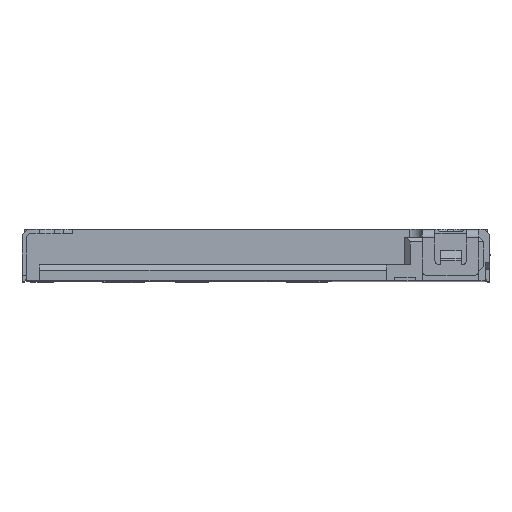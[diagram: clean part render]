
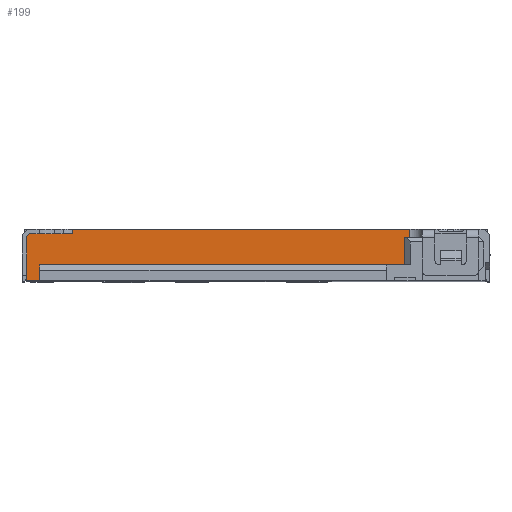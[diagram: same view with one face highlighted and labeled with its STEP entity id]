
A CAD part, top view. The second image highlights one B-rep face of the part: STEP entity #199.
In plain terms, the highlighted planar face has unit normal (0, 0, 1).
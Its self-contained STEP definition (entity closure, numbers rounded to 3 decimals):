
#199=ADVANCED_FACE('NONE',(#884),#885,.F.);
#884=FACE_OUTER_BOUND('',#1945,.T.);
#885=PLANE('',#1946);
#1945=EDGE_LOOP('',(#4079,#4080,#4081,#4082,#4083,#4084,#4085,#4086,#4087,#4088,#4089,#4090,#4091,#4092,#4093,#4094,#4095));
#1946=AXIS2_PLACEMENT_3D('',#4096,#4097,#4098);
#4079=ORIENTED_EDGE('',*,*,#7831,.F.);
#4080=ORIENTED_EDGE('',*,*,#7832,.F.);
#4081=ORIENTED_EDGE('',*,*,#7833,.F.);
#4082=ORIENTED_EDGE('',*,*,#7343,.T.);
#4083=ORIENTED_EDGE('',*,*,#7830,.F.);
#4084=ORIENTED_EDGE('',*,*,#7834,.F.);
#4085=ORIENTED_EDGE('',*,*,#7835,.F.);
#4086=ORIENTED_EDGE('',*,*,#7836,.F.);
#4087=ORIENTED_EDGE('',*,*,#7837,.F.);
#4088=ORIENTED_EDGE('',*,*,#7838,.F.);
#4089=ORIENTED_EDGE('',*,*,#7839,.F.);
#4090=ORIENTED_EDGE('',*,*,#7840,.F.);
#4091=ORIENTED_EDGE('',*,*,#7841,.F.);
#4092=ORIENTED_EDGE('',*,*,#7842,.T.);
#4093=ORIENTED_EDGE('',*,*,#7843,.T.);
#4094=ORIENTED_EDGE('',*,*,#7844,.F.);
#4095=ORIENTED_EDGE('',*,*,#7845,.F.);
#4096=CARTESIAN_POINT('',(-4.52,1.25,11.05));
#4097=DIRECTION('',(0.0,0.0,-1.0));
#4098=DIRECTION('',(0.0,-1.0,0.0));
#7343=EDGE_CURVE('NONE',#8957,#8955,#8958,.T.);
#7830=EDGE_CURVE('NONE',#9781,#8955,#9783,.T.);
#7831=EDGE_CURVE('NONE',#9784,#9785,#9786,.T.);
#7832=EDGE_CURVE('NONE',#9787,#9784,#9788,.T.);
#7833=EDGE_CURVE('NONE',#8957,#9787,#9789,.T.);
#7834=EDGE_CURVE('NONE',#9747,#9781,#9790,.T.);
#7835=EDGE_CURVE('NONE',#9791,#9747,#9792,.T.);
#7836=EDGE_CURVE('NONE',#9793,#9791,#9794,.T.);
#7837=EDGE_CURVE('NONE',#9795,#9793,#9796,.T.);
#7838=EDGE_CURVE('NONE',#9797,#9795,#9798,.T.);
#7839=EDGE_CURVE('NONE',#9799,#9797,#9800,.T.);
#7840=EDGE_CURVE('NONE',#9801,#9799,#9802,.T.);
#7841=EDGE_CURVE('NONE',#9803,#9801,#9804,.T.);
#7842=EDGE_CURVE('NONE',#9803,#9805,#9806,.T.);
#7843=EDGE_CURVE('NONE',#9805,#9807,#9808,.T.);
#7844=EDGE_CURVE('NONE',#9809,#9807,#9810,.T.);
#7845=EDGE_CURVE('NONE',#9785,#9809,#9811,.T.);
#8955=VERTEX_POINT('NONE',#11556);
#8957=VERTEX_POINT('NONE',#11558);
#8958=LINE('',#11559,#11560);
#9747=VERTEX_POINT('NONE',#12739);
#9781=VERTEX_POINT('NONE',#12788);
#9783=LINE('',#12790,#12791);
#9784=VERTEX_POINT('NONE',#12792);
#9785=VERTEX_POINT('NONE',#12793);
#9786=LINE('',#12794,#12795);
#9787=VERTEX_POINT('NONE',#12796);
#9788=LINE('',#12797,#12798);
#9789=LINE('',#12799,#12800);
#9790=LINE('',#12801,#12802);
#9791=VERTEX_POINT('NONE',#12803);
#9792=LINE('',#12804,#12805);
#9793=VERTEX_POINT('NONE',#12806);
#9794=LINE('',#12807,#12808);
#9795=VERTEX_POINT('NONE',#12809);
#9796=LINE('',#12810,#12811);
#9797=VERTEX_POINT('NONE',#12812);
#9798=LINE('',#12813,#12814);
#9799=VERTEX_POINT('NONE',#12815);
#9800=LINE('',#12816,#12817);
#9801=VERTEX_POINT('NONE',#12818);
#9802=LINE('',#12819,#12820);
#9803=VERTEX_POINT('NONE',#12821);
#9804=LINE('',#12822,#12823);
#9805=VERTEX_POINT('NONE',#12824);
#9806=LINE('',#12825,#12826);
#9807=VERTEX_POINT('NONE',#12827);
#9808=LINE('',#12828,#12829);
#9809=VERTEX_POINT('NONE',#12830);
#9810=LINE('',#12831,#12832);
#9811=LINE('',#12833,#12834);
#11556=CARTESIAN_POINT('',(-3.42,1.25,11.05));
#11558=CARTESIAN_POINT('',(4.67,1.25,11.05));
#11559=CARTESIAN_POINT('',(-4.52,1.25,11.05));
#11560=VECTOR('',#15300,1000.0);
#12739=CARTESIAN_POINT('',(-4.32,1.15,11.05));
#12788=CARTESIAN_POINT('',(-3.42,1.15,11.05));
#12790=CARTESIAN_POINT('',(-3.42,1.2,11.05));
#12791=VECTOR('',#15949,1000.0);
#12792=CARTESIAN_POINT('',(4.55,1.05,11.05));
#12793=CARTESIAN_POINT('',(4.55,0.4,11.05));
#12794=CARTESIAN_POINT('',(4.55,0.635,11.05));
#12795=VECTOR('',#15950,1000.0);
#12796=CARTESIAN_POINT('',(4.67,1.05,11.05));
#12797=CARTESIAN_POINT('',(0.075,1.05,11.05));
#12798=VECTOR('',#15951,1000.0);
#12799=CARTESIAN_POINT('',(4.67,0.635,11.05));
#12800=VECTOR('',#15952,1000.0);
#12801=CARTESIAN_POINT('',(0.075,1.15,11.05));
#12802=VECTOR('',#15953,1000.0);
#12803=CARTESIAN_POINT('',(-4.52,1.15,11.05));
#12804=CARTESIAN_POINT('',(0.075,1.15,11.05));
#12805=VECTOR('',#15954,1000.0);
#12806=CARTESIAN_POINT('',(-4.52,1.,11.05));
#12807=CARTESIAN_POINT('',(-4.52,0.635,11.05));
#12808=VECTOR('',#15955,1000.0);
#12809=CARTESIAN_POINT('',(-4.513,1.,11.05));
#12810=CARTESIAN_POINT('',(0.075,1.,11.05));
#12811=VECTOR('',#15956,1000.0);
#12812=CARTESIAN_POINT('',(-4.513,0.55,11.05));
#12813=CARTESIAN_POINT('',(-4.513,0.635,11.05));
#12814=VECTOR('',#15957,1000.0);
#12815=CARTESIAN_POINT('',(-4.52,0.55,11.05));
#12816=CARTESIAN_POINT('',(0.075,0.55,11.05));
#12817=VECTOR('',#15958,1000.0);
#12818=CARTESIAN_POINT('',(-4.52,0.4,11.05));
#12819=CARTESIAN_POINT('',(-4.52,0.635,11.05));
#12820=VECTOR('',#15959,1000.0);
#12821=CARTESIAN_POINT('',(-4.52,0.15,11.05));
#12822=CARTESIAN_POINT('',(-4.52,0.635,11.05));
#12823=VECTOR('',#15960,1000.0);
#12824=CARTESIAN_POINT('',(-4.52,0.02,11.05));
#12825=CARTESIAN_POINT('',(-4.52,0.203,11.05));
#12826=VECTOR('',#15961,1000.0);
#12827=CARTESIAN_POINT('',(-4.2,0.02,11.05));
#12828=CARTESIAN_POINT('',(0.98,0.02,11.05));
#12829=VECTOR('',#15962,1000.0);
#12830=CARTESIAN_POINT('',(-4.2,0.4,11.05));
#12831=CARTESIAN_POINT('',(-4.2,0.635,11.05));
#12832=VECTOR('',#15963,1000.0);
#12833=CARTESIAN_POINT('',(0.075,0.4,11.05));
#12834=VECTOR('',#15964,1000.0);
#15300=DIRECTION('',(-1.0,-0.0,-0.0));
#15949=DIRECTION('',(0.0,1.0,0.0));
#15950=DIRECTION('',(0.0,-1.0,0.0));
#15951=DIRECTION('',(-1.0,-0.0,-0.0));
#15952=DIRECTION('',(0.0,-1.0,0.0));
#15953=DIRECTION('',(1.0,0.0,0.0));
#15954=DIRECTION('',(1.0,0.0,0.0));
#15955=DIRECTION('',(-0.0,1.0,-0.0));
#15956=DIRECTION('',(-1.0,-0.0,-0.0));
#15957=DIRECTION('',(-0.0,1.0,-0.0));
#15958=DIRECTION('',(1.0,0.0,0.0));
#15959=DIRECTION('',(-0.0,1.0,-0.0));
#15960=DIRECTION('',(-0.0,1.0,-0.0));
#15961=DIRECTION('',(-0.0,-1.0,-0.0));
#15962=DIRECTION('',(1.0,0.0,0.0));
#15963=DIRECTION('',(0.0,-1.0,0.0));
#15964=DIRECTION('',(-1.0,-0.0,-0.0));
